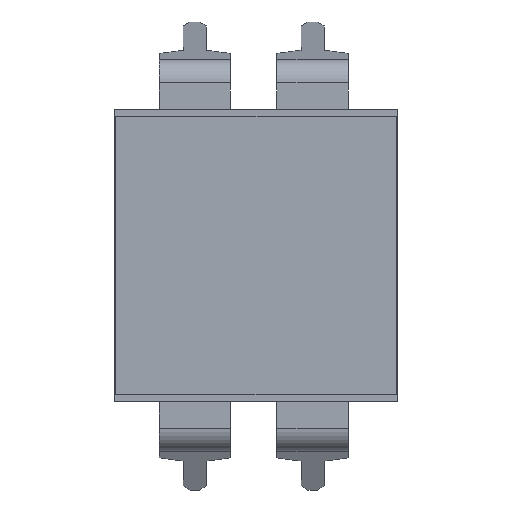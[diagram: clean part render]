
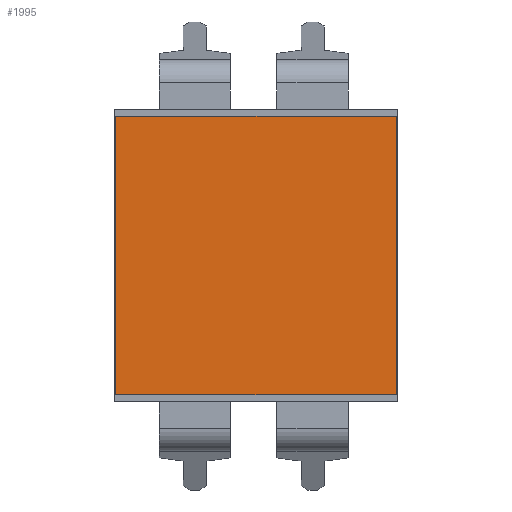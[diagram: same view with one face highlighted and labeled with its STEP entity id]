
A CAD part, top view. The second image highlights one B-rep face of the part: STEP entity #1995.
In plain terms, the highlighted planar face has unit normal (0, 0, 1).
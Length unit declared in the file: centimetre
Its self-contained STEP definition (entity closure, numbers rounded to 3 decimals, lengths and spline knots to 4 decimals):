
#145=FACE_OUTER_BOUND('',#255,.T.);
#255=EDGE_LOOP('',(#1782,#1783,#1784,#1785));
#514=LINE('',#3190,#776);
#515=LINE('',#3192,#777);
#516=LINE('',#3194,#778);
#517=LINE('',#3195,#779);
#776=VECTOR('',#2622,1.);
#777=VECTOR('',#2623,1.);
#778=VECTOR('',#2624,1.);
#779=VECTOR('',#2625,1.);
#964=VERTEX_POINT('',#3188);
#965=VERTEX_POINT('',#3189);
#966=VERTEX_POINT('',#3191);
#967=VERTEX_POINT('',#3193);
#1238=EDGE_CURVE('',#964,#965,#514,.T.);
#1239=EDGE_CURVE('',#965,#966,#515,.T.);
#1240=EDGE_CURVE('',#966,#967,#516,.T.);
#1241=EDGE_CURVE('',#967,#964,#517,.T.);
#1782=ORIENTED_EDGE('',*,*,#1238,.T.);
#1783=ORIENTED_EDGE('',*,*,#1239,.T.);
#1784=ORIENTED_EDGE('',*,*,#1240,.T.);
#1785=ORIENTED_EDGE('',*,*,#1241,.T.);
#1892=PLANE('',#2131);
#1995=ADVANCED_FACE('',(#145),#1892,.F.);
#2131=AXIS2_PLACEMENT_3D('',#3187,#2620,#2621);
#2620=DIRECTION('center_axis',(0.,0.,-1.));
#2621=DIRECTION('ref_axis',(1.,0.,0.));
#2622=DIRECTION('',(1.,0.,0.));
#2623=DIRECTION('',(0.,1.,0.));
#2624=DIRECTION('',(-1.,0.,0.));
#2625=DIRECTION('',(0.,-1.,0.));
#3187=CARTESIAN_POINT('Origin',(0.,0.,
0.313));
#3188=CARTESIAN_POINT('',(-0.302,-0.3,0.313));
#3189=CARTESIAN_POINT('',(0.302,-0.3,0.313));
#3190=CARTESIAN_POINT('',(-0.302,-0.3,0.313));
#3191=CARTESIAN_POINT('',(0.302,0.3,0.313));
#3192=CARTESIAN_POINT('',(0.302,-0.3,0.313));
#3193=CARTESIAN_POINT('',(-0.302,0.3,0.313));
#3194=CARTESIAN_POINT('',(0.302,0.3,0.313));
#3195=CARTESIAN_POINT('',(-0.302,0.3,0.313));
